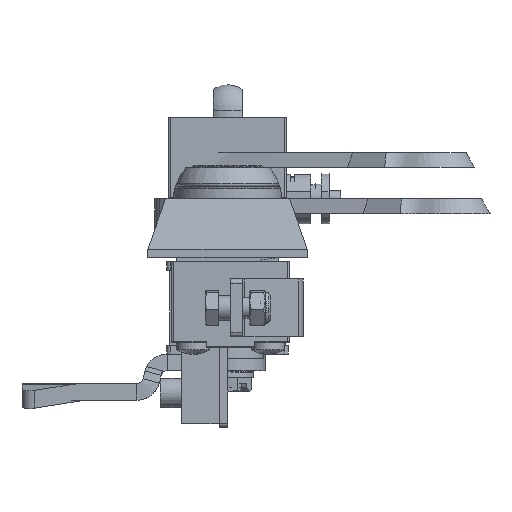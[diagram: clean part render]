
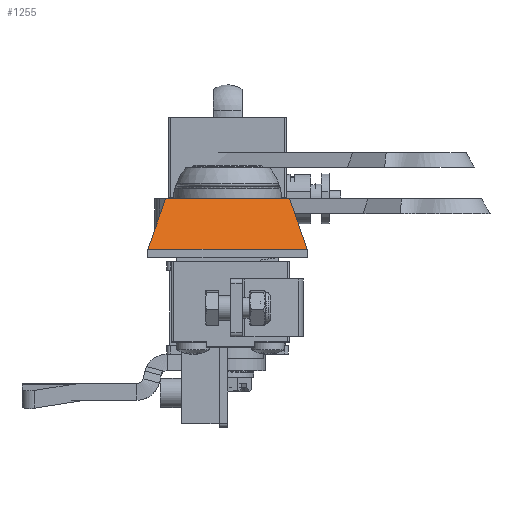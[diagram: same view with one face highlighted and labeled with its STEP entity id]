
A CAD part, left-side view. The second image highlights one B-rep face of the part: STEP entity #1255.
In plain terms, the highlighted planar face has unit normal (-0.943, 0, 0.334).
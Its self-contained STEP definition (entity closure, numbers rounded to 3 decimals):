
#1255 = ADVANCED_FACE( '', ( #2608 ), #2609, .F. );
#2608 = FACE_OUTER_BOUND( '', #5466, .T. );
#2609 = PLANE( '', #5467 );
#5466 = EDGE_LOOP( '', ( #10543, #10544, #10545, #10546 ) );
#5467 = AXIS2_PLACEMENT_3D( '', #10547, #10548, #10549 );
#10543 = ORIENTED_EDGE( '', *, *, #18835, .F. );
#10544 = ORIENTED_EDGE( '', *, *, #18825, .F. );
#10545 = ORIENTED_EDGE( '', *, *, #18832, .T. );
#10546 = ORIENTED_EDGE( '', *, *, #18659, .F. );
#10547 = CARTESIAN_POINT( '', ( -79.5, 14.75, 0. ) );
#10548 = DIRECTION( '', ( 0.943, 0., -0.334 ) );
#10549 = DIRECTION( '', ( -0.334, 0., -0.943 ) );
#18659 = EDGE_CURVE( '', #21779, #21780, #21781, .T. );
#18825 = EDGE_CURVE( '', #22040, #22042, #22043, .T. );
#18832 = EDGE_CURVE( '', #22040, #21780, #22052, .T. );
#18835 = EDGE_CURVE( '', #22042, #21779, #22055, .T. );
#21779 = VERTEX_POINT( '', #27407 );
#21780 = VERTEX_POINT( '', #27408 );
#21781 = LINE( '', #27409, #27410 );
#22040 = VERTEX_POINT( '', #27936 );
#22042 = VERTEX_POINT( '', #27939 );
#22043 = LINE( '', #27940, #27941 );
#22052 = LINE( '', #27956, #27957 );
#22055 = LINE( '', #27962, #27963 );
#27407 = CARTESIAN_POINT( '', ( -79.5, 14.75, 0. ) );
#27408 = CARTESIAN_POINT( '', ( -79.5, -14.75, 0. ) );
#27409 = CARTESIAN_POINT( '', ( -79.5, 14.75, 0. ) );
#27410 = VECTOR( '', #35860, 1000. );
#27936 = CARTESIAN_POINT( '', ( -83.75, -19., -12. ) );
#27939 = CARTESIAN_POINT( '', ( -83.75, 19., -12. ) );
#27940 = CARTESIAN_POINT( '', ( -83.75, -19., -12. ) );
#27941 = VECTOR( '', #36110, 1000. );
#27956 = CARTESIAN_POINT( '', ( -83.75, -19., -12. ) );
#27957 = VECTOR( '', #36117, 1000. );
#27962 = CARTESIAN_POINT( '', ( -83.75, 19., -12. ) );
#27963 = VECTOR( '', #36120, 1000. );
#35860 = DIRECTION( '', ( 0., -1., 0. ) );
#36110 = DIRECTION( '', ( 0., 1., 0. ) );
#36117 = DIRECTION( '', ( 0.317, 0.317, 0.894 ) );
#36120 = DIRECTION( '', ( 0.317, -0.317, 0.894 ) );
